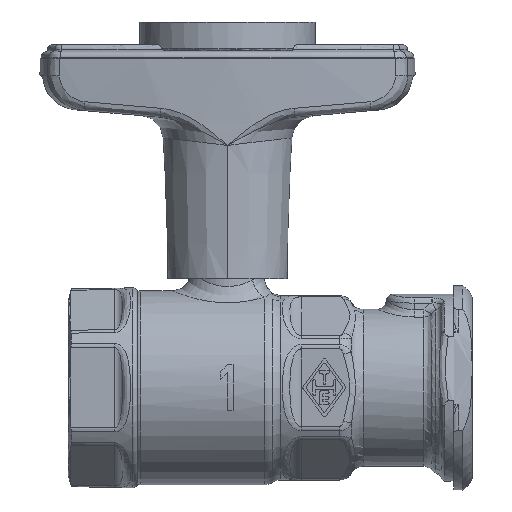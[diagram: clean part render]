
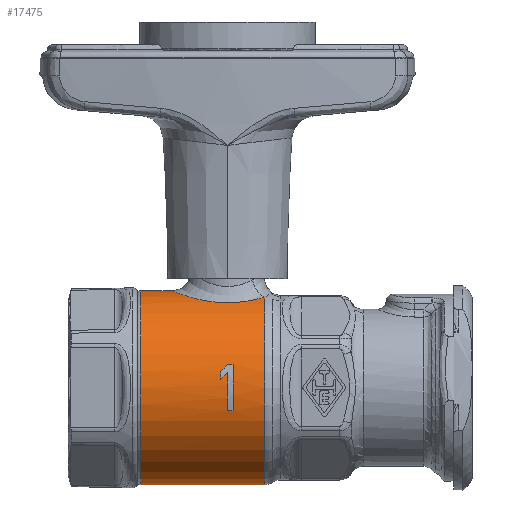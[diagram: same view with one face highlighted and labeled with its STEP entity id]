
A CAD part, top view. The second image highlights one B-rep face of the part: STEP entity #17475.
In plain terms, the highlighted cylindrical face has radius 21 mm (diameter 42 mm), a partial arc.
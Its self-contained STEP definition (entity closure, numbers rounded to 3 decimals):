
#4503=CARTESIAN_POINT('',(-18.822,0.,0.));
#4504=DIRECTION('',(-1.,0.,0.));
#4505=DIRECTION('',(0.,-1.,0.));
#4506=AXIS2_PLACEMENT_3D('',#4503,#4504,#4505);
#4523=DIRECTION('',(-1.,0.,0.));
#4524=VECTOR('',#4523,6.822);
#4525=CARTESIAN_POINT('',(-12.,21.,0.));
#4526=LINE('',#4525,#4524);
#4527=DIRECTION('',(-1.,0.,0.));
#4528=VECTOR('',#4527,26.941);
#4529=CARTESIAN_POINT('',(8.119,-21.,0.));
#4530=LINE('',#4529,#4528);
#4718=CARTESIAN_POINT('',(8.119,0.,0.));
#4719=DIRECTION('',(1.,0.,0.));
#4720=DIRECTION('',(0.,0.935,0.353));
#4721=AXIS2_PLACEMENT_3D('',#4718,#4719,#4720);
#4733=CARTESIAN_POINT('',(8.119,19.645,7.422));
#4765=CARTESIAN_POINT('',(-12.,21.,0.));
#4766=CARTESIAN_POINT('',(-12.,21.,
0.366));
#4767=CARTESIAN_POINT('',(-11.953,20.981,1.101));
#4768=CARTESIAN_POINT('',(-11.732,20.893,2.217));
#4769=CARTESIAN_POINT('',(-11.356,20.745,3.326));
#4770=CARTESIAN_POINT('',(-10.812,20.538,4.429));
#4771=CARTESIAN_POINT('',(-10.084,20.274,5.512));
#4772=CARTESIAN_POINT('',(-9.166,19.962,6.55));
#4773=CARTESIAN_POINT('',(-8.055,19.618,7.512));
#4774=CARTESIAN_POINT('',(-6.774,19.271,8.359));
#4775=CARTESIAN_POINT('',(-5.356,18.952,9.055));
#4776=CARTESIAN_POINT('',(-3.851,18.69,9.579));
#4777=CARTESIAN_POINT('',(-2.3,18.508,9.923));
#4778=CARTESIAN_POINT('',(-0.729,18.417,
10.09));
#4779=CARTESIAN_POINT('',(0.847,18.421,10.084));
#4780=CARTESIAN_POINT('',(2.418,18.519,9.904));
#4781=CARTESIAN_POINT('',(3.968,18.708,9.545));
#4782=CARTESIAN_POINT('',(5.467,18.974,9.008));
#4783=CARTESIAN_POINT('',(6.876,19.297,8.299));
#4784=CARTESIAN_POINT('',(7.719,19.528,7.732));
#4785=CARTESIAN_POINT('',(8.119,19.645,7.422));
#4814=DIRECTION('',(1.,0.,0.));
#4815=VECTOR('',#4814,1.2);
#4816=CARTESIAN_POINT('',(0.,5.,20.396));
#4817=LINE('',#4816,#4815);
#4822=CARTESIAN_POINT('',(1.2,0.,0.));
#4823=DIRECTION('',(1.,0.,0.));
#4824=DIRECTION('',(0.,0.238,0.971));
#4825=AXIS2_PLACEMENT_3D('',#4822,#4823,#4824);
#4831=DIRECTION('',(1.,0.,0.));
#4832=VECTOR('',#4831,1.2);
#4833=CARTESIAN_POINT('',(0.,-5.,20.396));
#4834=LINE('',#4833,#4832);
#4839=CARTESIAN_POINT('',(0.,0.,0.));
#4840=DIRECTION('',(1.,0.,0.));
#4841=DIRECTION('',(0.,0.157,0.988));
#4842=AXIS2_PLACEMENT_3D('',#4839,#4840,#4841);
#4848=CARTESIAN_POINT('',(0.,3.303,20.739));
#4849=CARTESIAN_POINT('',(-0.499,2.804,
20.818));
#4850=CARTESIAN_POINT('',(-0.999,2.304,
20.879));
#4851=CARTESIAN_POINT('',(-1.5,1.803,20.922));
#4857=CARTESIAN_POINT('',(-1.5,0.,0.));
#4858=DIRECTION('',(1.,0.,0.));
#4859=DIRECTION('',(0.,0.167,0.986));
#4860=AXIS2_PLACEMENT_3D('',#4857,#4858,#4859);
#4866=CARTESIAN_POINT('',(0.,5.,20.396));
#4867=CARTESIAN_POINT('',(-0.498,4.502,
20.518));
#4868=CARTESIAN_POINT('',(-0.998,4.002,
20.621));
#4869=CARTESIAN_POINT('',(-1.5,3.5,20.706));
#8145=CARTESIAN_POINT('',(-18.822,-21.,0.));
#8146=CARTESIAN_POINT('',(-18.822,21.,0.));
#8147=VERTEX_POINT('',#8145);
#8148=VERTEX_POINT('',#8146);
#8215=CARTESIAN_POINT('',(8.119,-21.,0.));
#8216=VERTEX_POINT('',#8215);
#8330=VERTEX_POINT('',#4733);
#8334=VERTEX_POINT('',#4765);
#8769=CARTESIAN_POINT('',(0.,5.,20.396));
#8770=CARTESIAN_POINT('',(1.2,5.,20.396));
#8771=VERTEX_POINT('',#8769);
#8772=VERTEX_POINT('',#8770);
#8773=VERTEX_POINT('',#4869);
#8774=CARTESIAN_POINT('',(-1.5,1.803,20.922));
#8775=VERTEX_POINT('',#8774);
#8776=VERTEX_POINT('',#4848);
#8777=CARTESIAN_POINT('',(0.,-5.,20.396));
#8778=VERTEX_POINT('',#8777);
#8779=CARTESIAN_POINT('',(1.2,-5.,20.396));
#8780=VERTEX_POINT('',#8779);
#17447=CARTESIAN_POINT('',(-25.145,0.,0.));
#17448=DIRECTION('',(1.,0.,0.));
#17449=DIRECTION('',(0.,-1.,0.));
#17450=AXIS2_PLACEMENT_3D('',#17447,#17448,#17449);
#17451=CYLINDRICAL_SURFACE('',#17450,21.);
#17452=ORIENTED_EDGE('',*,*,#17438,.T.);
#17453=ORIENTED_EDGE('',*,*,#17291,.T.);
#17454=ORIENTED_EDGE('',*,*,#17059,.T.);
#17455=ORIENTED_EDGE('',*,*,#17029,.T.);
#17456=ORIENTED_EDGE('',*,*,#17056,.F.);
#17457=EDGE_LOOP('',(#17452,#17453,#17454,#17455,#17456));
#17458=FACE_OUTER_BOUND('',#17457,.F.);
#17460=ORIENTED_EDGE('',*,*,#17459,.F.);
#17462=ORIENTED_EDGE('',*,*,#17461,.T.);
#17464=ORIENTED_EDGE('',*,*,#17463,.T.);
#17466=ORIENTED_EDGE('',*,*,#17465,.F.);
#17468=ORIENTED_EDGE('',*,*,#17467,.T.);
#17470=ORIENTED_EDGE('',*,*,#17469,.T.);
#17472=ORIENTED_EDGE('',*,*,#17471,.F.);
#17473=EDGE_LOOP('',(#17460,#17462,#17464,#17466,#17468,#17470,#17472));
#17474=FACE_BOUND('',#17473,.F.);
#17475=ADVANCED_FACE('',(#17458,#17474),#17451,.T.);
#4507=CIRCLE('',#4506,21.);
#4722=CIRCLE('',#4721,21.);
#4786=B_SPLINE_CURVE_WITH_KNOTS('',3,(#4765,#4766,#4767,#4768,#4769,#4770,#4771,
#4772,#4773,#4774,#4775,#4776,#4777,#4778,#4779,#4780,#4781,#4782,#4783,#4784,
#4785),.UNSPECIFIED.,.F.,.F.,(4,1,1,1,1,1,1,1,1,1,1,1,1,1,1,1,1,1,4),(0.,
0.056,0.111,0.167,0.222,
0.278,0.333,0.389,0.444,0.5,
0.556,0.611,0.667,0.722,
0.778,0.833,0.889,0.944,1.),
.UNSPECIFIED.);
#4826=CIRCLE('',#4825,21.);
#4843=CIRCLE('',#4842,21.);
#4852=B_SPLINE_CURVE_WITH_KNOTS('',3,(#4848,#4849,#4850,#4851),.UNSPECIFIED.,
.F.,.F.,(4,4),(0.,1.),.UNSPECIFIED.);
#4861=CIRCLE('',#4860,21.);
#4870=B_SPLINE_CURVE_WITH_KNOTS('',3,(#4866,#4867,#4868,#4869),.UNSPECIFIED.,
.F.,.F.,(4,4),(0.,1.),.UNSPECIFIED.);
#17029=EDGE_CURVE('',#8147,#8148,#4507,.T.);
#17056=EDGE_CURVE('',#8334,#8148,#4526,.T.);
#17059=EDGE_CURVE('',#8216,#8147,#4530,.T.);
#17291=EDGE_CURVE('',#8330,#8216,#4722,.T.);
#17438=EDGE_CURVE('',#8334,#8330,#4786,.T.);
#17459=EDGE_CURVE('',#8771,#8772,#4817,.T.);
#17461=EDGE_CURVE('',#8771,#8773,#4870,.T.);
#17463=EDGE_CURVE('',#8773,#8775,#4861,.T.);
#17465=EDGE_CURVE('',#8776,#8775,#4852,.T.);
#17467=EDGE_CURVE('',#8776,#8778,#4843,.T.);
#17469=EDGE_CURVE('',#8778,#8780,#4834,.T.);
#17471=EDGE_CURVE('',#8772,#8780,#4826,.T.);
